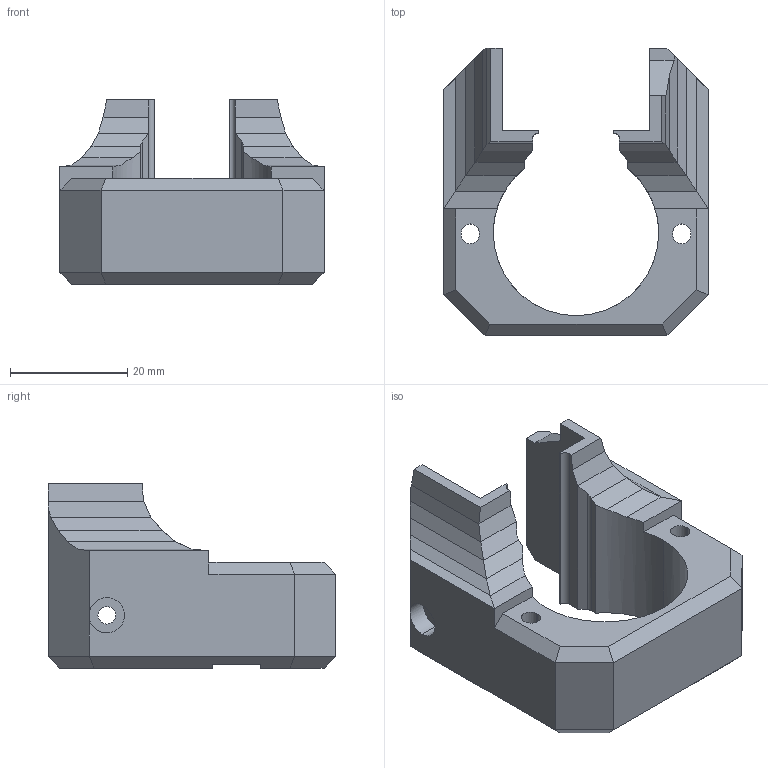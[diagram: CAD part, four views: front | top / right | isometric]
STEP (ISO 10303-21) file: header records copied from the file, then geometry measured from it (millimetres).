
FILE_DESCRIPTION (( 'STEP AP214' ), '1' );
FILE_NAME ('Stepper Motor Mount.STEP', '2021-04-19T14:14:33', ( '' ), ( '' ), 'SwSTEP 2.0', 'SolidWorks 2019', '' );
FILE_SCHEMA (( 'AUTOMOTIVE_DESIGN' ));
Length unit declared in the file: millimetre
Products named in the file (1): Stepper Motor Mount
Bounding box: 45 x 48.97 x 31.39 mm (x, y, z)
Volume: 21274 mm3; surface area: 8661.1 mm2
Topology: 1 solids, 1 shells, 125 faces, 333 edges, 214 vertices
Faces by surface type: plane 102, cylinder 23
Entity records: 3875 total; most frequent: CARTESIAN_POINT 709, ORIENTED_EDGE 666, DIRECTION 623, EDGE_CURVE 333, LINE 271, VECTOR 271, VERTEX_POINT 214, AXIS2_PLACEMENT_3D 176
